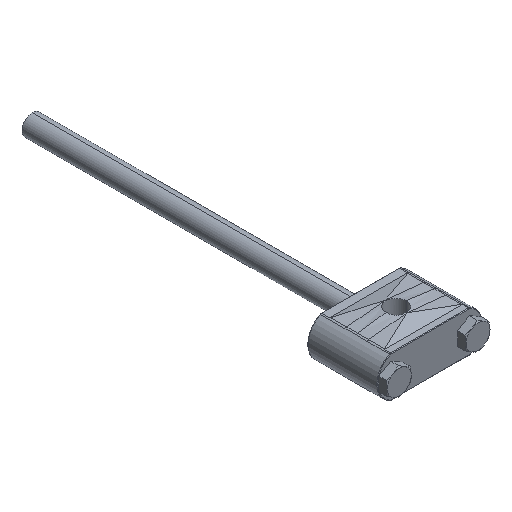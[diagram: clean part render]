
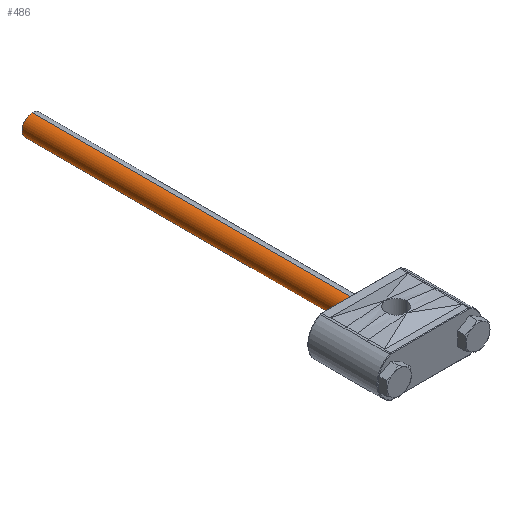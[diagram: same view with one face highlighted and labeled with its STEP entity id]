
A CAD part, isometric view. The second image highlights one B-rep face of the part: STEP entity #486.
In plain terms, the highlighted cylindrical face has radius 4.763 mm (diameter 9.525 mm), a partial arc.
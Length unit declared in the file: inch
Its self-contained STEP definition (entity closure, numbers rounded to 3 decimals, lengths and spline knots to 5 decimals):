
#23 = CARTESIAN_POINT ( 'NONE',  ( 0., 1.16748, 0.1875 ) ) ;
#87 = CARTESIAN_POINT ( 'NONE',  ( 0., 7.15748, 0.1875 ) ) ;
#136 = DIRECTION ( 'NONE',  ( 0., 1., 0. ) ) ;
#239 = VERTEX_POINT ( 'NONE', #257 ) ;
#256 = ORIENTED_EDGE ( 'NONE', *, *, #2597, .T. ) ;
#257 = CARTESIAN_POINT ( 'NONE',  ( 0., 7.15748, 0.1875 ) ) ;
#264 = CARTESIAN_POINT ( 'NONE',  ( 0., 7.15748, -0.1875 ) ) ;
#287 = CARTESIAN_POINT ( 'NONE',  ( 0., 7.15748, 0. ) ) ;
#298 = DIRECTION ( 'NONE',  ( 0., 0., -1. ) ) ;
#400 = AXIS2_PLACEMENT_3D ( 'NONE', #287, #571, #298 ) ;
#442 = CARTESIAN_POINT ( 'NONE',  ( 0., 7.15748, 0. ) ) ;
#486 = ADVANCED_FACE ( 'NONE', ( #2099 ), #2051, .T. ) ;
#571 = DIRECTION ( 'NONE',  ( 0., -1., 0. ) ) ;
#788 = LINE ( 'NONE', #87, #1699 ) ;
#913 = VECTOR ( 'NONE', #3055, 39.37008 ) ;
#1027 = DIRECTION ( 'NONE',  ( 0., 1., 0. ) ) ;
#1074 = VERTEX_POINT ( 'NONE', #2230 ) ;
#1396 = DIRECTION ( 'NONE',  ( 0., -1., 0. ) ) ;
#1699 = VECTOR ( 'NONE', #1396, 39.37008 ) ;
#1817 = DIRECTION ( 'NONE',  ( 0., 0., 1. ) ) ;
#1981 = CARTESIAN_POINT ( 'NONE',  ( 0., 7.15748, -0.1875 ) ) ;
#1995 = AXIS2_PLACEMENT_3D ( 'NONE', #442, #1027, #1817 ) ;
#2040 = ORIENTED_EDGE ( 'NONE', *, *, #2382, .F. ) ;
#2051 = CYLINDRICAL_SURFACE ( 'NONE', #400, 0.1875 ) ;
#2099 = FACE_OUTER_BOUND ( 'NONE', #3148, .T. ) ;
#2116 = ORIENTED_EDGE ( 'NONE', *, *, #2205, .F. ) ;
#2151 = VERTEX_POINT ( 'NONE', #23 ) ;
#2205 = EDGE_CURVE ( 'NONE', #239, #2151, #788, .T. ) ;
#2230 = CARTESIAN_POINT ( 'NONE',  ( 0., 1.16748, -0.1875 ) ) ;
#2351 = LINE ( 'NONE', #1981, #913 ) ;
#2382 = EDGE_CURVE ( 'NONE', #3456, #239, #2430, .T. ) ;
#2430 = CIRCLE ( 'NONE', #1995, 0.1875 ) ;
#2597 = EDGE_CURVE ( 'NONE', #3456, #1074, #2351, .T. ) ;
#2610 = AXIS2_PLACEMENT_3D ( 'NONE', #3397, #136, #3143 ) ;
#2820 = ORIENTED_EDGE ( 'NONE', *, *, #3229, .T. ) ;
#3055 = DIRECTION ( 'NONE',  ( 0., -1., 0. ) ) ;
#3143 = DIRECTION ( 'NONE',  ( 0., 0., 1. ) ) ;
#3148 = EDGE_LOOP ( 'NONE', ( #2116, #2040, #256, #2820 ) ) ;
#3229 = EDGE_CURVE ( 'NONE', #1074, #2151, #3304, .T. ) ;
#3304 = CIRCLE ( 'NONE', #2610, 0.1875 ) ;
#3397 = CARTESIAN_POINT ( 'NONE',  ( 0., 1.16748, 0. ) ) ;
#3456 = VERTEX_POINT ( 'NONE', #264 ) ;
